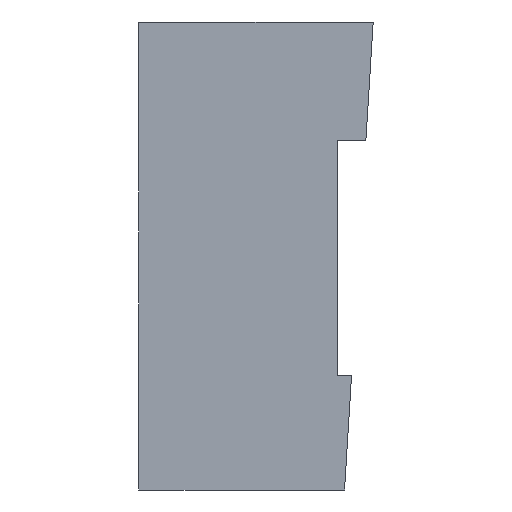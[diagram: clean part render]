
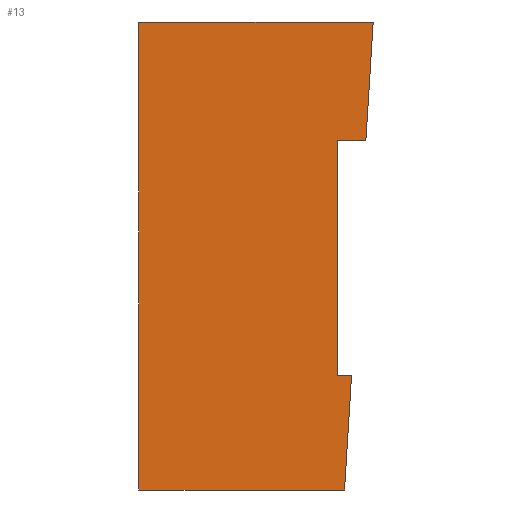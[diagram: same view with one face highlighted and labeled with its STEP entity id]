
A CAD part, left-side view. The second image highlights one B-rep face of the part: STEP entity #13.
In plain terms, the highlighted planar face has unit normal (-1, 0, 0).
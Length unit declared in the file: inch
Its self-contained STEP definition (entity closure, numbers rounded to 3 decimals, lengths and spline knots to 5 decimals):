
#13 = ADVANCED_FACE ( 'NONE', ( #126 ), #318, .T. ) ;
#49 = LINE ( 'NONE', #279, #178 ) ;
#50 = ORIENTED_EDGE ( 'NONE', *, *, #473, .T. ) ;
#52 = ORIENTED_EDGE ( 'NONE', *, *, #488, .T. ) ;
#56 = VECTOR ( 'NONE', #401, 39.37008 ) ;
#82 = EDGE_LOOP ( 'NONE', ( #94, #95, #99, #174, #152, #50, #52, #148 ) ) ;
#89 = VECTOR ( 'NONE', #273, 39.37008 ) ;
#94 = ORIENTED_EDGE ( 'NONE', *, *, #471, .F. ) ;
#95 = ORIENTED_EDGE ( 'NONE', *, *, #517, .F. ) ;
#99 = ORIENTED_EDGE ( 'NONE', *, *, #479, .F. ) ;
#126 = FACE_OUTER_BOUND ( 'NONE', #82, .T. ) ;
#141 = LINE ( 'NONE', #423, #143 ) ;
#143 = VECTOR ( 'NONE', #422, 39.37008 ) ;
#148 = ORIENTED_EDGE ( 'NONE', *, *, #502, .T. ) ;
#152 = ORIENTED_EDGE ( 'NONE', *, *, #500, .F. ) ;
#174 = ORIENTED_EDGE ( 'NONE', *, *, #499, .T. ) ;
#178 = VECTOR ( 'NONE', #280, 39.37008 ) ;
#187 = VECTOR ( 'NONE', #290, 39.37008 ) ;
#190 = LINE ( 'NONE', #270, #212 ) ;
#193 = LINE ( 'NONE', #402, #56 ) ;
#197 = LINE ( 'NONE', #300, #198 ) ;
#198 = VECTOR ( 'NONE', #264, 39.37008 ) ;
#199 = LINE ( 'NONE', #289, #187 ) ;
#211 = LINE ( 'NONE', #272, #89 ) ;
#212 = VECTOR ( 'NONE', #259, 39.37008 ) ;
#214 = VECTOR ( 'NONE', #287, 39.37008 ) ;
#221 = LINE ( 'NONE', #286, #214 ) ;
#259 = DIRECTION ( 'NONE',  ( 0., -1., 0. ) ) ;
#264 = DIRECTION ( 'NONE',  ( 0., 0., 1. ) ) ;
#270 = CARTESIAN_POINT ( 'NONE',  ( -0.785, 0., -0.787 ) ) ;
#272 = CARTESIAN_POINT ( 'NONE',  ( -0.785, 0., 0. ) ) ;
#273 = DIRECTION ( 'NONE',  ( 0., 0.061, -0.998 ) ) ;
#279 = CARTESIAN_POINT ( 'NONE',  ( -0.785, 0.06, -0.594 ) ) ;
#280 = DIRECTION ( 'NONE',  ( 0., 1., 0. ) ) ;
#286 = CARTESIAN_POINT ( 'NONE',  ( -0.785, 0., 0. ) ) ;
#287 = DIRECTION ( 'NONE',  ( 0., -1., 0. ) ) ;
#289 = CARTESIAN_POINT ( 'NONE',  ( -0.785, 0.394, -0.787 ) ) ;
#290 = DIRECTION ( 'NONE',  ( 0., 0., 1. ) ) ;
#300 = CARTESIAN_POINT ( 'NONE',  ( -0.785, 0.06, -0.2 ) ) ;
#308 = CARTESIAN_POINT ( 'NONE',  ( -0.785, 0.06, -0.594 ) ) ;
#310 = CARTESIAN_POINT ( 'NONE',  ( -0.785, 0.06, -0.2 ) ) ;
#318 = PLANE ( 'NONE',  #449 ) ;
#328 = DIRECTION ( 'NONE',  ( -1., 0., 0. ) ) ;
#329 = CARTESIAN_POINT ( 'NONE',  ( -0.785, 0., -0.787 ) ) ;
#336 = CARTESIAN_POINT ( 'NONE',  ( -0.785, 0.03633, -0.594 ) ) ;
#337 = VERTEX_POINT ( 'NONE', #387 ) ;
#340 = VERTEX_POINT ( 'NONE', #343 ) ;
#343 = CARTESIAN_POINT ( 'NONE',  ( -0.785, 0., 0. ) ) ;
#351 = DIRECTION ( 'NONE',  ( 0., 0., 1. ) ) ;
#363 = VERTEX_POINT ( 'NONE', #308 ) ;
#387 = CARTESIAN_POINT ( 'NONE',  ( -0.785, 0.04813, -0.787 ) ) ;
#395 = VERTEX_POINT ( 'NONE', #310 ) ;
#396 = VERTEX_POINT ( 'NONE', #427 ) ;
#400 = VERTEX_POINT ( 'NONE', #426 ) ;
#401 = DIRECTION ( 'NONE',  ( 0., -1., 0. ) ) ;
#402 = CARTESIAN_POINT ( 'NONE',  ( -0.785, 0., -0.2 ) ) ;
#409 = VERTEX_POINT ( 'NONE', #336 ) ;
#414 = VERTEX_POINT ( 'NONE', #435 ) ;
#422 = DIRECTION ( 'NONE',  ( 0., 0.061, -0.998 ) ) ;
#423 = CARTESIAN_POINT ( 'NONE',  ( -0.785, 0., 0. ) ) ;
#426 = CARTESIAN_POINT ( 'NONE',  ( -0.785, 0.394, -0.787 ) ) ;
#427 = CARTESIAN_POINT ( 'NONE',  ( -0.785, 0.01223, -0.2 ) ) ;
#435 = CARTESIAN_POINT ( 'NONE',  ( -0.785, 0.394, 0. ) ) ;
#449 = AXIS2_PLACEMENT_3D ( 'NONE', #329, #328, #351 ) ;
#471 = EDGE_CURVE ( 'NONE', #340, #396, #141, .T. ) ;
#473 = EDGE_CURVE ( 'NONE', #409, #363, #49, .T. ) ;
#479 = EDGE_CURVE ( 'NONE', #400, #414, #199, .T. ) ;
#488 = EDGE_CURVE ( 'NONE', #363, #395, #197, .T. ) ;
#499 = EDGE_CURVE ( 'NONE', #400, #337, #190, .T. ) ;
#500 = EDGE_CURVE ( 'NONE', #409, #337, #211, .T. ) ;
#502 = EDGE_CURVE ( 'NONE', #395, #396, #193, .T. ) ;
#517 = EDGE_CURVE ( 'NONE', #414, #340, #221, .T. ) ;
